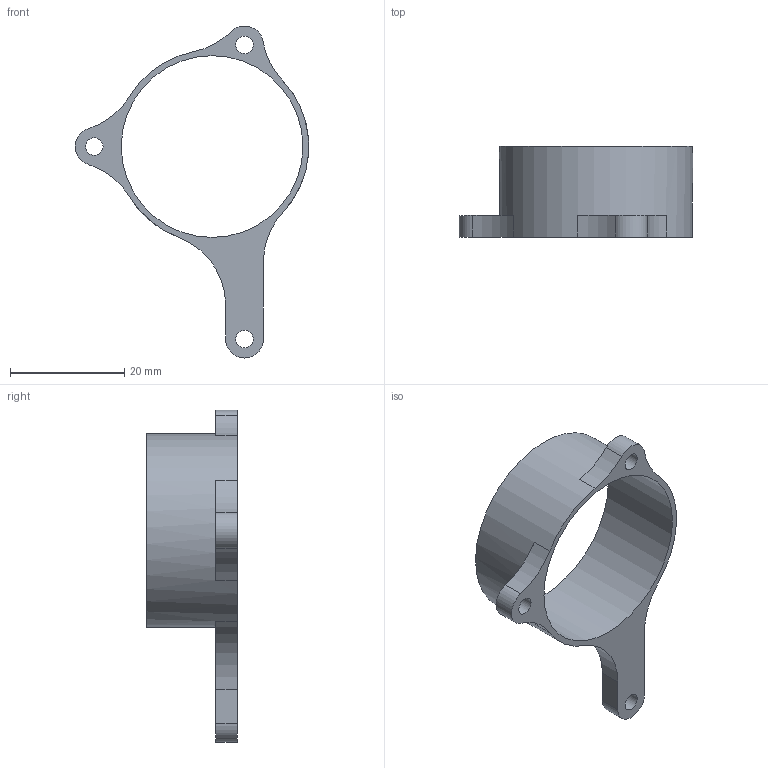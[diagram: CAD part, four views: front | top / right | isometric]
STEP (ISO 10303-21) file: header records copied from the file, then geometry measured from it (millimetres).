
FILE_DESCRIPTION(/* description */ (''),/* implementation_level */ '2;1');
FILE_NAME(/* name */ 'DPLX_P020_Camera Shroud Base_RevA.stp',/* time_stamp */ '2018-07-31T12:33:32-07:00',/* author */ ('MJ'),/* organization */ (''),/* preprocessor_version */ 'ST-DEVELOPER v16.13',/* originating_system */ 'Autodesk Inventor 2018',/* authorisation */ '');
FILE_SCHEMA (('AUTOMOTIVE_DESIGN { 1 0 10303 214 3 1 1 }'));
Length unit declared in the file: inch
Products named in the file (1): DPLX_P020_Camera Shroud Base_RevA
Bounding box: 40.73 x 15.88 x 58.01 mm (x, y, z)
Volume: 2544.5 mm3; surface area: 4236.7 mm2
Topology: 1 solids, 1 shells, 21 faces, 57 edges, 38 vertices
Faces by surface type: cylinder 14, plane 7
Full cylindrical faces by diameter (mm): 3.048 x3, 31.75 x1, 33.782 x1
Entity records: 707 total; most frequent: DIRECTION 128, CARTESIAN_POINT 110, ORIENTED_EDGE 102, AXIS2_PLACEMENT_3D 55, EDGE_CURVE 51, VERTEX_POINT 37, EDGE_LOOP 34, CIRCLE 33
